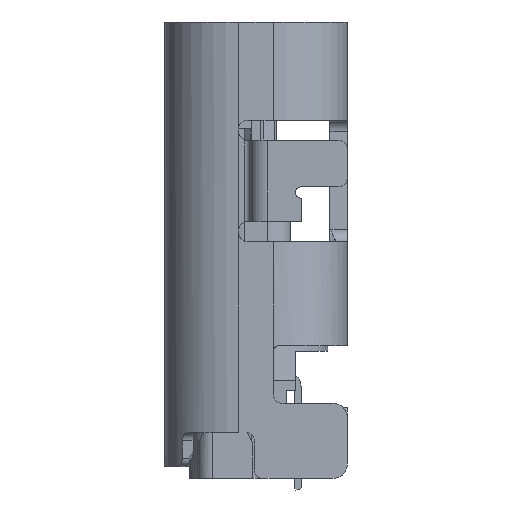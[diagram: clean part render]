
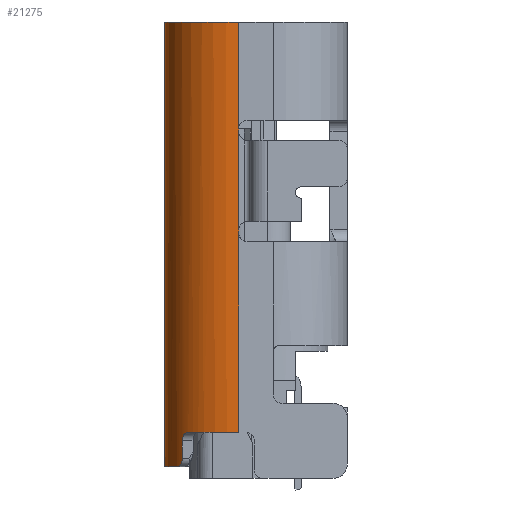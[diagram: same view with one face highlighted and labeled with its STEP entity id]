
A CAD part, left-side view. The second image highlights one B-rep face of the part: STEP entity #21275.
In plain terms, the highlighted cylindrical face has radius 1.28 mm (diameter 2.56 mm), a partial arc.
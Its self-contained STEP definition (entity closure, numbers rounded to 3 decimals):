
#263=CARTESIAN_POINT('',(-3.19,0.301,-3.05));
#264=DIRECTION('',(0.,0.,-1.));
#265=DIRECTION('',(-0.881,0.473,0.));
#266=AXIS2_PLACEMENT_3D('',#263,#264,#265);
#283=DIRECTION('',(0.,0.,1.));
#284=VECTOR('',#283,3.449);
#285=CARTESIAN_POINT('',(-4.47,0.301,
-3.049));
#286=LINE('',#285,#284);
#287=DIRECTION('',(0.,0.,1.));
#288=VECTOR('',#287,0.3);
#289=CARTESIAN_POINT('',(-4.019,1.277,-3.5));
#290=LINE('',#289,#288);
#291=DIRECTION('',(0.,0.,-1.));
#292=VECTOR('',#291,7.7);
#293=CARTESIAN_POINT('',(-3.19,1.581,4.05));
#294=LINE('',#293,#292);
#295=DIRECTION('',(0.,0.,1.));
#296=VECTOR('',#295,1.85);
#297=CARTESIAN_POINT('',(-4.47,0.301,2.2));
#298=LINE('',#297,#296);
#299=DIRECTION('',(0.,0.,1.));
#300=VECTOR('',#299,0.05);
#301=CARTESIAN_POINT('',(-4.47,0.301,2.15));
#302=LINE('',#301,#300);
#303=DIRECTION('',(0.,0.,1.));
#304=VECTOR('',#303,1.7);
#305=CARTESIAN_POINT('',(-4.47,0.301,0.45));
#306=LINE('',#305,#304);
#307=DIRECTION('',(0.002,0.,1.));
#308=VECTOR('',#307,0.05);
#309=CARTESIAN_POINT('',(-4.47,0.301,
0.4));
#310=LINE('',#309,#308);
#4814=CARTESIAN_POINT('',(-3.19,0.301,4.05));
#4815=DIRECTION('',(0.,0.,1.));
#4816=DIRECTION('',(0.,1.,0.));
#4817=AXIS2_PLACEMENT_3D('',#4814,#4815,#4816);
#8203=CARTESIAN_POINT('',(-3.19,0.301,-3.65));
#8204=DIRECTION('',(0.,0.,-1.));
#8205=DIRECTION('',(-0.55,0.835,0.));
#8206=AXIS2_PLACEMENT_3D('',#8203,#8204,#8205);
#8264=CARTESIAN_POINT('',(-4.019,1.277,
-3.5));
#8265=CARTESIAN_POINT('',(-4.019,1.277,
-3.516));
#8266=CARTESIAN_POINT('',(-4.015,1.28,
-3.547));
#8267=CARTESIAN_POINT('',(-3.998,1.294,
-3.589));
#8268=CARTESIAN_POINT('',(-3.97,1.316,
-3.623));
#8269=CARTESIAN_POINT('',(-3.935,1.342,
-3.645));
#8270=CARTESIAN_POINT('',(-3.908,1.361,
-3.65));
#8271=CARTESIAN_POINT('',(-3.894,1.37,
-3.65));
#8304=CARTESIAN_POINT('',(-4.129,1.171,
-3.05));
#8305=CARTESIAN_POINT('',(-4.118,1.183,
-3.05));
#8306=CARTESIAN_POINT('',(-4.096,1.206,
-3.055));
#8307=CARTESIAN_POINT('',(-4.065,1.236,
-3.077));
#8308=CARTESIAN_POINT('',(-4.039,1.259,
-3.111));
#8309=CARTESIAN_POINT('',(-4.023,1.274,
-3.154));
#8310=CARTESIAN_POINT('',(-4.019,1.277,
-3.185));
#8311=CARTESIAN_POINT('',(-4.019,1.277,
-3.2));
#16391=CARTESIAN_POINT('',(-3.19,0.301,-3.049));
#16392=DIRECTION('',(0.,0.,-1.));
#16393=DIRECTION('',(-1.,-0.001,0.));
#16394=AXIS2_PLACEMENT_3D('',#16391,#16392,#16393);
#19351=CARTESIAN_POINT('',(-4.47,0.301,2.2));
#19353=VERTEX_POINT('',#19351);
#19355=CARTESIAN_POINT('',(-4.47,0.301,4.05));
#19356=VERTEX_POINT('',#19355);
#19359=CARTESIAN_POINT('',(-4.47,0.301,2.15));
#19360=VERTEX_POINT('',#19359);
#19920=CARTESIAN_POINT('',(-4.318,0.906,
-3.05));
#19921=VERTEX_POINT('',#19920);
#19922=CARTESIAN_POINT('',(-4.129,1.172,
-3.05));
#19923=VERTEX_POINT('',#19922);
#19926=VERTEX_POINT('',#8311);
#19929=CARTESIAN_POINT('',(-4.019,1.277,
-3.5));
#19930=VERTEX_POINT('',#19929);
#19931=VERTEX_POINT('',#8271);
#19932=CARTESIAN_POINT('',(-3.19,1.581,
-3.65));
#19933=VERTEX_POINT('',#19932);
#20889=CARTESIAN_POINT('',(-4.47,0.301,0.45));
#20890=VERTEX_POINT('',#20889);
#20891=CARTESIAN_POINT('',(-4.47,0.301,
0.4));
#20892=VERTEX_POINT('',#20891);
#20893=CARTESIAN_POINT('',(-4.47,0.301,
-3.049));
#20894=VERTEX_POINT('',#20893);
#20895=CARTESIAN_POINT('',(-3.19,1.581,
4.05));
#20896=VERTEX_POINT('',#20895);
#21244=CARTESIAN_POINT('',(-3.19,0.301,-0.6));
#21245=DIRECTION('',(0.,0.,1.));
#21246=DIRECTION('',(1.,0.,0.));
#21247=AXIS2_PLACEMENT_3D('',#21244,#21245,#21246);
#21248=CYLINDRICAL_SURFACE('',#21247,1.28);
#21250=ORIENTED_EDGE('',*,*,#21249,.F.);
#21252=ORIENTED_EDGE('',*,*,#21251,.T.);
#21253=ORIENTED_EDGE('',*,*,#21234,.T.);
#21255=ORIENTED_EDGE('',*,*,#21254,.T.);
#21257=ORIENTED_EDGE('',*,*,#21256,.F.);
#21259=ORIENTED_EDGE('',*,*,#21258,.T.);
#21261=ORIENTED_EDGE('',*,*,#21260,.T.);
#21263=ORIENTED_EDGE('',*,*,#21262,.F.);
#21265=ORIENTED_EDGE('',*,*,#21264,.T.);
#21267=ORIENTED_EDGE('',*,*,#21266,.F.);
#21269=ORIENTED_EDGE('',*,*,#21268,.F.);
#21271=ORIENTED_EDGE('',*,*,#21270,.F.);
#21272=ORIENTED_EDGE('',*,*,#21136,.F.);
#21273=EDGE_LOOP('',(#21250,#21252,#21253,#21255,#21257,#21259,#21261,#21263,
#21265,#21267,#21269,#21271,#21272));
#21274=FACE_OUTER_BOUND('',#21273,.F.);
#21275=ADVANCED_FACE('',(#21274),#21248,.T.);
#267=CIRCLE('',#266,1.28);
#4818=CIRCLE('',#4817,1.28);
#8207=CIRCLE('',#8206,1.28);
#8272=B_SPLINE_CURVE_WITH_KNOTS('',3,(#8264,#8265,#8266,#8267,#8268,#8269,#8270,
#8271),.UNSPECIFIED.,.F.,.F.,(4,1,1,1,1,4),(0.,0.2,0.4,0.6,0.8,1.),
.UNSPECIFIED.);
#8312=B_SPLINE_CURVE_WITH_KNOTS('',3,(#8304,#8305,#8306,#8307,#8308,#8309,#8310,
#8311),.UNSPECIFIED.,.F.,.F.,(4,1,1,1,1,4),(0.,0.2,0.4,0.6,0.8,1.),
.UNSPECIFIED.);
#16395=CIRCLE('',#16394,1.28);
#21136=EDGE_CURVE('',#20892,#20890,#310,.T.);
#21234=EDGE_CURVE('',#19921,#19923,#267,.T.);
#21249=EDGE_CURVE('',#20894,#20892,#286,.T.);
#21251=EDGE_CURVE('',#20894,#19921,#16395,.T.);
#21254=EDGE_CURVE('',#19923,#19926,#8312,.T.);
#21256=EDGE_CURVE('',#19930,#19926,#290,.T.);
#21258=EDGE_CURVE('',#19930,#19931,#8272,.T.);
#21260=EDGE_CURVE('',#19931,#19933,#8207,.T.);
#21262=EDGE_CURVE('',#20896,#19933,#294,.T.);
#21264=EDGE_CURVE('',#20896,#19356,#4818,.T.);
#21266=EDGE_CURVE('',#19353,#19356,#298,.T.);
#21268=EDGE_CURVE('',#19360,#19353,#302,.T.);
#21270=EDGE_CURVE('',#20890,#19360,#306,.T.);
